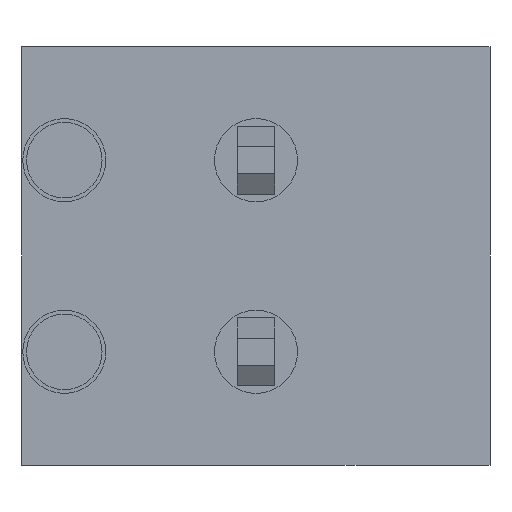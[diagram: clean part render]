
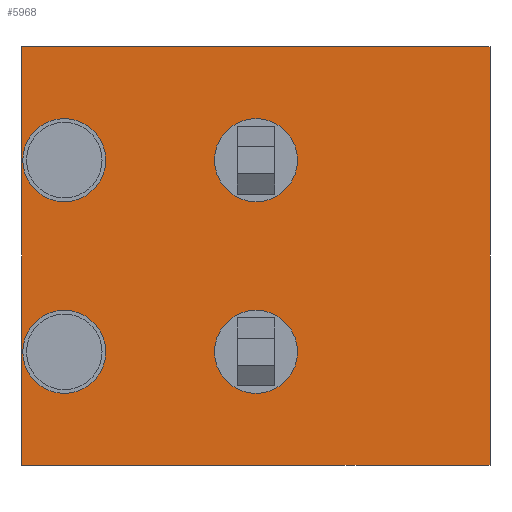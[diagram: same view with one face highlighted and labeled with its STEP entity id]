
A CAD part, front view. The second image highlights one B-rep face of the part: STEP entity #5968.
In plain terms, the highlighted planar face has unit normal (0, -1, 0).
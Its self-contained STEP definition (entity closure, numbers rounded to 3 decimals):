
#150 = EDGE_LOOP ( 'NONE', ( #1540, #1385 ) ) ;
#222 = DIRECTION ( 'NONE',  ( -1., 0., 0. ) ) ;
#264 = AXIS2_PLACEMENT_3D ( 'NONE', #7040, #2272, #7063 ) ;
#309 = CIRCLE ( 'NONE', #2510, 0.55 ) ;
#390 = CARTESIAN_POINT ( 'NONE',  ( -24.313, 6.451, 0. ) ) ;
#530 = VECTOR ( 'NONE', #222, 1000. ) ;
#548 = VERTEX_POINT ( 'NONE', #5517 ) ;
#662 = PLANE ( 'NONE',  #3927 ) ;
#791 = DIRECTION ( 'NONE',  ( 0., 0., -1. ) ) ;
#997 = AXIS2_PLACEMENT_3D ( 'NONE', #7697, #7136, #6498 ) ;
#1014 = FACE_BOUND ( 'NONE', #4554, .T. ) ;
#1037 = VERTEX_POINT ( 'NONE', #6001 ) ;
#1050 = DIRECTION ( 'NONE',  ( -1., 0., 0. ) ) ;
#1230 = CARTESIAN_POINT ( 'NONE',  ( -23.763, 6.451, -2.54 ) ) ;
#1252 = EDGE_CURVE ( 'NONE', #4863, #6318, #309, .T. ) ;
#1306 = EDGE_CURVE ( 'NONE', #1037, #4263, #1893, .T. ) ;
#1385 = ORIENTED_EDGE ( 'NONE', *, *, #5525, .F. ) ;
#1540 = ORIENTED_EDGE ( 'NONE', *, *, #1751, .F. ) ;
#1571 = VERTEX_POINT ( 'NONE', #1728 ) ;
#1704 = CARTESIAN_POINT ( 'NONE',  ( -24.323, 6.451, 0. ) ) ;
#1728 = CARTESIAN_POINT ( 'NONE',  ( -24.323, 6.451, -4.04 ) ) ;
#1751 = EDGE_CURVE ( 'NONE', #3387, #5729, #5125, .T. ) ;
#1788 = ORIENTED_EDGE ( 'NONE', *, *, #4242, .F. ) ;
#1814 = EDGE_LOOP ( 'NONE', ( #3700, #5361, #2266, #2686 ) ) ;
#1893 = CIRCLE ( 'NONE', #6988, 0.55 ) ;
#1985 = CARTESIAN_POINT ( 'NONE',  ( -23.213, 6.451, -2.54 ) ) ;
#2101 = LINE ( 'NONE', #3255, #530 ) ;
#2242 = DIRECTION ( 'NONE',  ( 1., 0., 0. ) ) ;
#2256 = LINE ( 'NONE', #2400, #2815 ) ;
#2266 = ORIENTED_EDGE ( 'NONE', *, *, #3153, .T. ) ;
#2272 = DIRECTION ( 'NONE',  ( 0., -1., 0. ) ) ;
#2328 = VECTOR ( 'NONE', #2899, 1000. ) ;
#2400 = CARTESIAN_POINT ( 'NONE',  ( -18.123, 6.451, -4.04 ) ) ;
#2406 = DIRECTION ( 'NONE',  ( 0., 0., -1. ) ) ;
#2510 = AXIS2_PLACEMENT_3D ( 'NONE', #2691, #6906, #5104 ) ;
#2670 = CARTESIAN_POINT ( 'NONE',  ( -23.213, 6.451, 0. ) ) ;
#2686 = ORIENTED_EDGE ( 'NONE', *, *, #4491, .T. ) ;
#2691 = CARTESIAN_POINT ( 'NONE',  ( -21.223, 6.451, -2.54 ) ) ;
#2815 = VECTOR ( 'NONE', #4822, 1000. ) ;
#2899 = DIRECTION ( 'NONE',  ( 0., 0., -1. ) ) ;
#2976 = DIRECTION ( 'NONE',  ( 0., -1., 0. ) ) ;
#3026 = DIRECTION ( 'NONE',  ( -1., 0., 0. ) ) ;
#3153 = EDGE_CURVE ( 'NONE', #6916, #3978, #2101, .T. ) ;
#3181 = AXIS2_PLACEMENT_3D ( 'NONE', #1230, #3754, #3026 ) ;
#3255 = CARTESIAN_POINT ( 'NONE',  ( -18.123, 6.451, 1.5 ) ) ;
#3363 = CIRCLE ( 'NONE', #264, 0.55 ) ;
#3387 = VERTEX_POINT ( 'NONE', #2670 ) ;
#3443 = DIRECTION ( 'NONE',  ( 0., -1., 0. ) ) ;
#3468 = CARTESIAN_POINT ( 'NONE',  ( -20.673, 6.451, 0. ) ) ;
#3569 = AXIS2_PLACEMENT_3D ( 'NONE', #5264, #3443, #2242 ) ;
#3700 = ORIENTED_EDGE ( 'NONE', *, *, #7610, .F. ) ;
#3754 = DIRECTION ( 'NONE',  ( 0., -1., 0. ) ) ;
#3927 = AXIS2_PLACEMENT_3D ( 'NONE', #4820, #2976, #791 ) ;
#3978 = VERTEX_POINT ( 'NONE', #4384 ) ;
#4052 = CARTESIAN_POINT ( 'NONE',  ( -21.223, 6.451, 0. ) ) ;
#4242 = EDGE_CURVE ( 'NONE', #4263, #1037, #3363, .T. ) ;
#4263 = VERTEX_POINT ( 'NONE', #3468 ) ;
#4384 = CARTESIAN_POINT ( 'NONE',  ( -24.323, 6.451, 1.5 ) ) ;
#4405 = EDGE_LOOP ( 'NONE', ( #5505, #4776 ) ) ;
#4410 = VECTOR ( 'NONE', #2406, 1000. ) ;
#4448 = FACE_BOUND ( 'NONE', #4405, .T. ) ;
#4491 = EDGE_CURVE ( 'NONE', #3978, #1571, #7281, .T. ) ;
#4527 = DIRECTION ( 'NONE',  ( 0., -1., 0. ) ) ;
#4549 = AXIS2_PLACEMENT_3D ( 'NONE', #6898, #4527, #5119 ) ;
#4554 = EDGE_LOOP ( 'NONE', ( #7124, #1788 ) ) ;
#4622 = CIRCLE ( 'NONE', #997, 0.55 ) ;
#4681 = EDGE_CURVE ( 'NONE', #6318, #4863, #7277, .T. ) ;
#4776 = ORIENTED_EDGE ( 'NONE', *, *, #4681, .F. ) ;
#4820 = CARTESIAN_POINT ( 'NONE',  ( -23.763, 6.451, 0. ) ) ;
#4822 = DIRECTION ( 'NONE',  ( -1., 0., 0. ) ) ;
#4863 = VERTEX_POINT ( 'NONE', #4997 ) ;
#4997 = CARTESIAN_POINT ( 'NONE',  ( -21.773, 6.451, -2.54 ) ) ;
#5104 = DIRECTION ( 'NONE',  ( 1., 0., 0. ) ) ;
#5119 = DIRECTION ( 'NONE',  ( -1., 0., 0. ) ) ;
#5125 = CIRCLE ( 'NONE', #4549, 0.55 ) ;
#5207 = DIRECTION ( 'NONE',  ( 1., 0., 0. ) ) ;
#5264 = CARTESIAN_POINT ( 'NONE',  ( -21.223, 6.451, -2.54 ) ) ;
#5312 = CARTESIAN_POINT ( 'NONE',  ( -18.123, 6.451, 1.5 ) ) ;
#5361 = ORIENTED_EDGE ( 'NONE', *, *, #6886, .F. ) ;
#5459 = CARTESIAN_POINT ( 'NONE',  ( -24.313, 6.451, -2.54 ) ) ;
#5505 = ORIENTED_EDGE ( 'NONE', *, *, #1252, .F. ) ;
#5517 = CARTESIAN_POINT ( 'NONE',  ( -18.123, 6.451, -4.04 ) ) ;
#5525 = EDGE_CURVE ( 'NONE', #5729, #3387, #7259, .T. ) ;
#5549 = FACE_BOUND ( 'NONE', #150, .T. ) ;
#5729 = VERTEX_POINT ( 'NONE', #390 ) ;
#5910 = CARTESIAN_POINT ( 'NONE',  ( -18.123, 6.451, 0. ) ) ;
#5928 = EDGE_CURVE ( 'NONE', #5984, #7096, #7547, .T. ) ;
#5968 = ADVANCED_FACE ( 'NONE', ( #7170, #5549, #6031, #1014, #4448 ), #662, .T. ) ;
#5984 = VERTEX_POINT ( 'NONE', #1985 ) ;
#6001 = CARTESIAN_POINT ( 'NONE',  ( -21.773, 6.451, 0. ) ) ;
#6031 = FACE_BOUND ( 'NONE', #7346, .T. ) ;
#6282 = EDGE_CURVE ( 'NONE', #7096, #5984, #4622, .T. ) ;
#6318 = VERTEX_POINT ( 'NONE', #7053 ) ;
#6498 = DIRECTION ( 'NONE',  ( -1., 0., 0. ) ) ;
#6662 = LINE ( 'NONE', #5910, #4410 ) ;
#6886 = EDGE_CURVE ( 'NONE', #6916, #548, #6662, .T. ) ;
#6898 = CARTESIAN_POINT ( 'NONE',  ( -23.763, 6.451, 0. ) ) ;
#6906 = DIRECTION ( 'NONE',  ( 0., -1., 0. ) ) ;
#6916 = VERTEX_POINT ( 'NONE', #5312 ) ;
#6945 = DIRECTION ( 'NONE',  ( 0., -1., 0. ) ) ;
#6988 = AXIS2_PLACEMENT_3D ( 'NONE', #4052, #7685, #5207 ) ;
#7040 = CARTESIAN_POINT ( 'NONE',  ( -21.223, 6.451, 0. ) ) ;
#7053 = CARTESIAN_POINT ( 'NONE',  ( -20.673, 6.451, -2.54 ) ) ;
#7063 = DIRECTION ( 'NONE',  ( 1., 0., 0. ) ) ;
#7096 = VERTEX_POINT ( 'NONE', #5459 ) ;
#7124 = ORIENTED_EDGE ( 'NONE', *, *, #1306, .F. ) ;
#7136 = DIRECTION ( 'NONE',  ( 0., -1., 0. ) ) ;
#7170 = FACE_OUTER_BOUND ( 'NONE', #1814, .T. ) ;
#7259 = CIRCLE ( 'NONE', #7334, 0.55 ) ;
#7277 = CIRCLE ( 'NONE', #3569, 0.55 ) ;
#7281 = LINE ( 'NONE', #1704, #2328 ) ;
#7334 = AXIS2_PLACEMENT_3D ( 'NONE', #7598, #6945, #1050 ) ;
#7346 = EDGE_LOOP ( 'NONE', ( #7604, #7567 ) ) ;
#7547 = CIRCLE ( 'NONE', #3181, 0.55 ) ;
#7567 = ORIENTED_EDGE ( 'NONE', *, *, #6282, .F. ) ;
#7598 = CARTESIAN_POINT ( 'NONE',  ( -23.763, 6.451, 0. ) ) ;
#7604 = ORIENTED_EDGE ( 'NONE', *, *, #5928, .F. ) ;
#7610 = EDGE_CURVE ( 'NONE', #548, #1571, #2256, .T. ) ;
#7685 = DIRECTION ( 'NONE',  ( 0., -1., 0. ) ) ;
#7697 = CARTESIAN_POINT ( 'NONE',  ( -23.763, 6.451, -2.54 ) ) ;
